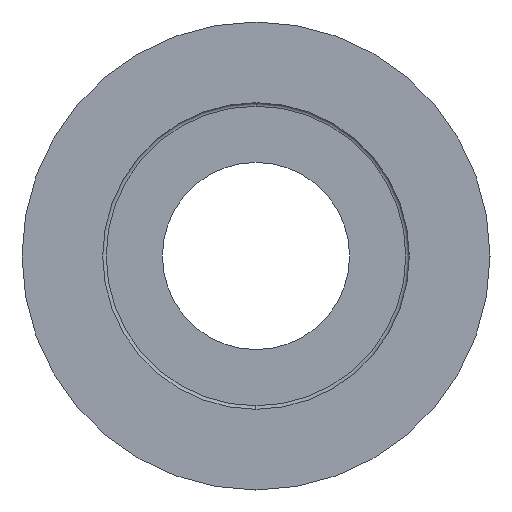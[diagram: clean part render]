
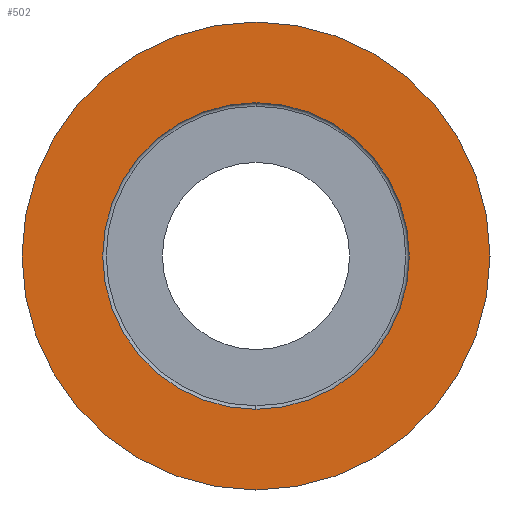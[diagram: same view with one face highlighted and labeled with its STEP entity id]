
A CAD part, left-side view. The second image highlights one B-rep face of the part: STEP entity #502.
In plain terms, the highlighted planar face has unit normal (-1, 0, 0).
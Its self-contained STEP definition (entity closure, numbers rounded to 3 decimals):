
#32 = EDGE_CURVE ( 'NONE', #240, #259, #38, .T. ) ;
#35 = CARTESIAN_POINT ( 'NONE',  ( 0., 0., 0. ) ) ;
#38 = CIRCLE ( 'NONE', #167, 20. ) ;
#41 = DIRECTION ( 'NONE',  ( -1., 0., 0. ) ) ;
#45 = DIRECTION ( 'NONE',  ( -1., 0., 0. ) ) ;
#73 = CARTESIAN_POINT ( 'NONE',  ( 0., 0., 20. ) ) ;
#83 = ORIENTED_EDGE ( 'NONE', *, *, #505, .F. ) ;
#98 = DIRECTION ( 'NONE',  ( 0., 0., 1. ) ) ;
#102 = CARTESIAN_POINT ( 'NONE',  ( 0., 0., -13.1 ) ) ;
#110 = CARTESIAN_POINT ( 'NONE',  ( 0., 0., 13.1 ) ) ;
#157 = EDGE_CURVE ( 'NONE', #209, #688, #601, .T. ) ;
#167 = AXIS2_PLACEMENT_3D ( 'NONE', #35, #464, #98 ) ;
#169 = CARTESIAN_POINT ( 'NONE',  ( 0., 0., 0. ) ) ;
#176 = AXIS2_PLACEMENT_3D ( 'NONE', #409, #41, #475 ) ;
#209 = VERTEX_POINT ( 'NONE', #110 ) ;
#217 = AXIS2_PLACEMENT_3D ( 'NONE', #102, #352, #227 ) ;
#227 = DIRECTION ( 'NONE',  ( 0., 0., -1. ) ) ;
#230 = DIRECTION ( 'NONE',  ( 0., 0., 1. ) ) ;
#240 = VERTEX_POINT ( 'NONE', #724 ) ;
#242 = FACE_OUTER_BOUND ( 'NONE', #249, .T. ) ;
#246 = CARTESIAN_POINT ( 'NONE',  ( 0., 0., -13.1 ) ) ;
#249 = EDGE_LOOP ( 'NONE', ( #784, #627 ) ) ;
#259 = VERTEX_POINT ( 'NONE', #73 ) ;
#260 = AXIS2_PLACEMENT_3D ( 'NONE', #169, #603, #230 ) ;
#352 = DIRECTION ( 'NONE',  ( 1., 0., 0. ) ) ;
#385 = FACE_BOUND ( 'NONE', #541, .T. ) ;
#407 = ORIENTED_EDGE ( 'NONE', *, *, #157, .F. ) ;
#409 = CARTESIAN_POINT ( 'NONE',  ( 0., 0., 0. ) ) ;
#416 = CARTESIAN_POINT ( 'NONE',  ( 0., 0., 0. ) ) ;
#464 = DIRECTION ( 'NONE',  ( -1., 0., 0. ) ) ;
#475 = DIRECTION ( 'NONE',  ( 0., 0., 1. ) ) ;
#476 = DIRECTION ( 'NONE',  ( 0., 0., 1. ) ) ;
#493 = AXIS2_PLACEMENT_3D ( 'NONE', #416, #45, #476 ) ;
#502 = ADVANCED_FACE ( 'NONE', ( #385, #242 ), #597, .F. ) ;
#505 = EDGE_CURVE ( 'NONE', #688, #209, #551, .T. ) ;
#515 = EDGE_CURVE ( 'NONE', #259, #240, #712, .T. ) ;
#541 = EDGE_LOOP ( 'NONE', ( #407, #83 ) ) ;
#551 = CIRCLE ( 'NONE', #176, 13.1 ) ;
#597 = PLANE ( 'NONE',  #217 ) ;
#601 = CIRCLE ( 'NONE', #493, 13.1 ) ;
#603 = DIRECTION ( 'NONE',  ( -1., 0., 0. ) ) ;
#627 = ORIENTED_EDGE ( 'NONE', *, *, #32, .T. ) ;
#688 = VERTEX_POINT ( 'NONE', #246 ) ;
#712 = CIRCLE ( 'NONE', #260, 20. ) ;
#724 = CARTESIAN_POINT ( 'NONE',  ( 0., 0., -20. ) ) ;
#784 = ORIENTED_EDGE ( 'NONE', *, *, #515, .T. ) ;
